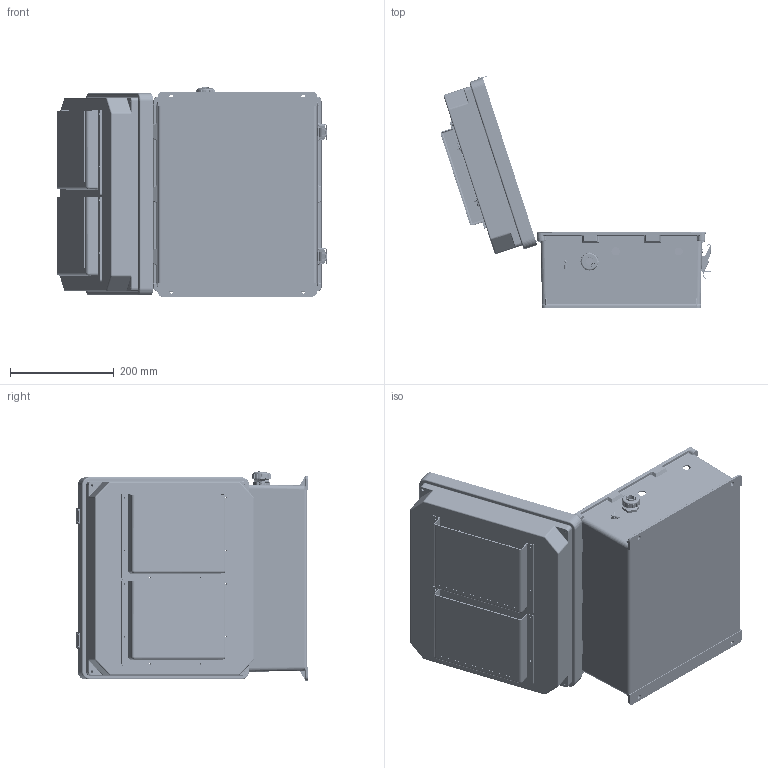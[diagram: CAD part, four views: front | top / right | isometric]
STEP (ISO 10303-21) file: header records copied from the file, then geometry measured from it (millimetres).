
FILE_DESCRIPTION (( 'STEP AP214' ), '1' );
FILE_NAME ('NB141207-40V_3D.step', '2025-10-28T17:13:13', ( '' ), ( '' ), 'SwSTEP 2.0', 'SolidWorks 2025', '' );
FILE_SCHEMA (( 'AUTOMOTIVE_DESIGN' ));
Length unit declared in the file: inch
Products named in the file (24): XFS-0026; NB141207-DoorClasp-1; XFW-0004; NB141207-Lid-Vented; NB141207-DoorClasp-2; 10-32 NEMA PLATE SCREW; NB141207-Box; XCT-0005; XFN-0005; XFW-0002; XFN-0002; XC-0003; 1BE02-011; NEMA 14-400 GroundWire; XCT-0010; Fan Screen-120x120 ALUM; XFS-0017; NB141207-Hinge; XCT-0011; XFN-0003; XFS-0023_92470A148; XM220-01-UL; NB141207-40V_3D; X-ASSY-HYP218-2
Assembly tree (48 placements, depth 2):
  NB141207-40V_3D
    NB141207-Box
    NB141207-Hinge  x2
    NB141207-Lid-Vented
    NB141207-DoorClasp-1  x2
    NB141207-DoorClasp-2  x2
    XC-0003
    XFS-0026
    XCT-0005
    XFN-0003  x2
    XFW-0002
    1BE02-011
    XCT-0010
    XCT-0011
    10-32 NEMA PLATE SCREW  x4
    XFS-0017  x2
    X-ASSY-HYP218-2
    XFW-0004  x2
    XFN-0005
    NEMA 14-400 GroundWire
    XM220-01-UL  x2
    XFN-0002  x8
    Fan Screen-120x120 ALUM  x2
    XFS-0023_92470A148  x8
Bounding box: 520.31 x 445.81 x 402.37 mm (x, y, z)
Volume: 2346614.6 mm3; surface area: 1584962.5 mm2
Topology: 54 solids, 55 shells, 5620 faces, 15251 edges, 9764 vertices
Faces by surface type: cylinder 2703, plane 1608, cone 589, bspline 370, torus 322, sphere 28
Entity records: 131324 total; most frequent: CARTESIAN_POINT 44380, ORIENTED_EDGE 18298, DIRECTION 17411, EDGE_CURVE 9149, AXIS2_PLACEMENT_3D 6497, VERTEX_POINT 5808, EDGE_LOOP 4417, VECTOR 4417
